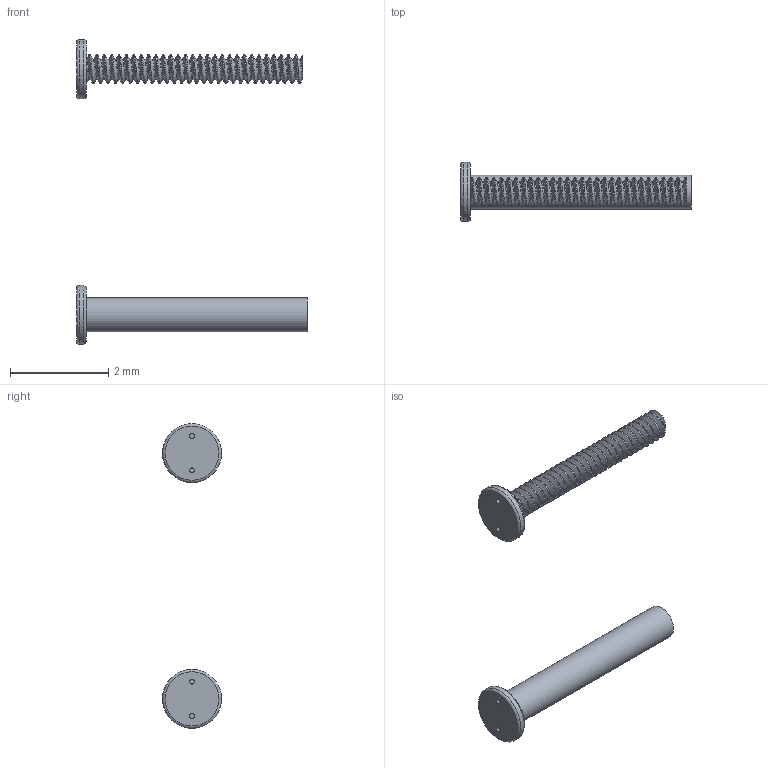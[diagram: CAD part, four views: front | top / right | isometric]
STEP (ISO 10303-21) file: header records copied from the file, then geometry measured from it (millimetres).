
FILE_DESCRIPTION(/* description */ (''),/* implementation_level */ '2;1');
FILE_NAME(/* name */ 'Chicago bolt 1 v4.step',/* time_stamp */ '2018-06-23T21:26:55-05:00',/* author */ (''),/* organization */ (''),/* preprocessor_version */ 'ST-DEVELOPER v17',/* originating_system */ 'Autodesk Translation Framework v7.1.0.215',/* authorisation */ '');
FILE_SCHEMA (('AUTOMOTIVE_DESIGN { 1 0 10303 214 3 1 1 }'));
Length unit declared in the file: millimetre
Products named in the file (3): Chicago bolt 1; Male; Female
Assembly tree (2 placements, depth 2):
  Chicago bolt 1
    Male
    Female
Bounding box: 4.7 x 1.2 x 6.2 mm (x, y, z)
Volume: 2.2 mm3; surface area: 41.1 mm2
Topology: 2 solids, 2 shells, 171 faces, 441 edges, 280 vertices
Faces by surface type: cylinder 151, plane 11, bspline 4, torus 3, cone 2
Full cylindrical faces by diameter (mm): 0.1 x4, 0.404 x29, 0.474 x40, 0.588 x28, 0.627 x40, 0.7 x1, 1.2 x2
Entity records: 11862 total; most frequent: CARTESIAN_POINT 8109, ORIENTED_EDGE 880, DIRECTION 571, EDGE_CURVE 440, VERTEX_POINT 280, B_SPLINE_CURVE_WITH_KNOTS 252, AXIS2_PLACEMENT_3D 211, EDGE_LOOP 178
